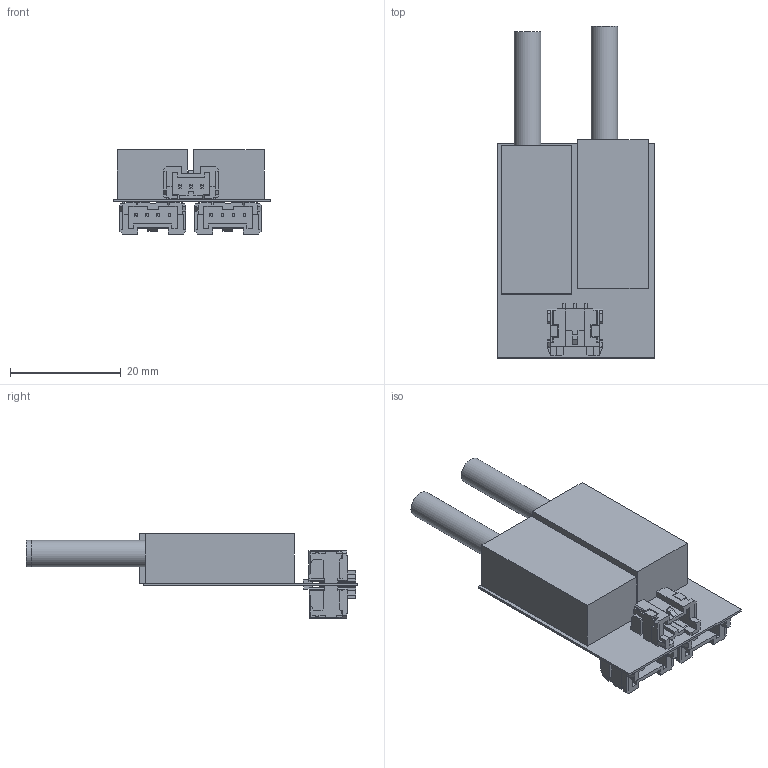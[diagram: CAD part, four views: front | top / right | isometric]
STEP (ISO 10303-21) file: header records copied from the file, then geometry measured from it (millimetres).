
FILE_DESCRIPTION(('Open CASCADE Model'),'2;1');
FILE_NAME('Open CASCADE Shape Model','2019-02-18T20:41:34',('Author'),( 'Open CASCADE'),'Open CASCADE STEP processor 6.8','Open CASCADE 6.8' ,'Unknown');
FILE_SCHEMA(('AUTOMOTIVE_DESIGN { 1 0 10303 214 1 1 1 1 }'));
Length unit declared in the file: millimetre
Products named in the file (18): PCB; Boardife19_Elec_TS_accelpedal; Open CASCADE STEP translator 6.8 1.1.1; Bife19_Elec_TS_accelpedal; 6681121856; Extruded; 6681120496; Cylinder; Aife19_Elec_TS_accelpedal; Brakeife19_Elec_TS_accelpedal; 5055780371; Open CASCADE STEP translator 6.8 1.4.1.1; Open CASCADE STEP translator 6.8 1.4.1.2; AccelBife19_Elec_TS_accelpedal; 5055780471; Open CASCADE STEP translator 6.8 1.5.1.1; Open CASCADE STEP translator 6.8 1.5.1.2; AccelAife19_Elec_TS_accelpedal
Assembly tree (20 placements, depth 4):
  PCB
    Boardife19_Elec_TS_accelpedal
      Open CASCADE STEP translator 6.8 1.1.1
    Bife19_Elec_TS_accelpedal
      6681121856
        Extruded
      6681120496
        Cylinder
    Aife19_Elec_TS_accelpedal
      6681121856
        Extruded
      6681120496
        Cylinder
    Brakeife19_Elec_TS_accelpedal
      5055780371
        Open CASCADE STEP translator 6.8 1.4.1.1
        Open CASCADE STEP translator 6.8 1.4.1.2
    AccelBife19_Elec_TS_accelpedal
      5055780471
        Open CASCADE STEP translator 6.8 1.5.1.1
        Open CASCADE STEP translator 6.8 1.5.1.2
    AccelAife19_Elec_TS_accelpedal
      5055780471
        Open CASCADE STEP translator 6.8 1.5.1.1
        Open CASCADE STEP translator 6.8 1.5.1.2
Bounding box: 28.57 x 60.07 x 15.31 mm (x, y, z)
Volume: 8148 mm3; surface area: 7672.5 mm2
Topology: 8 solids, 8 shells, 765 faces, 2268 edges, 1568 vertices
Faces by surface type: plane 727, cylinder 38
Full cylindrical faces by diameter (mm): 4.8 x2
Entity records: 17470 total; most frequent: CARTESIAN_POINT 3140, ORIENTED_EDGE 3010, DIRECTION 2697, EDGE_CURVE 1493, LINE 1467, VECTOR 1467, VERTEX_POINT 962, AXIS2_PLACEMENT_3D 615
